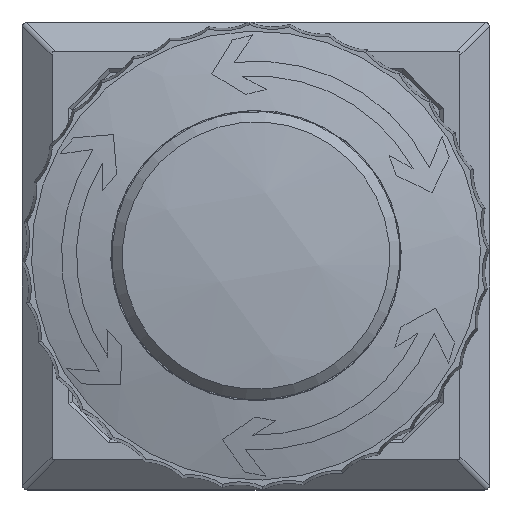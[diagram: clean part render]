
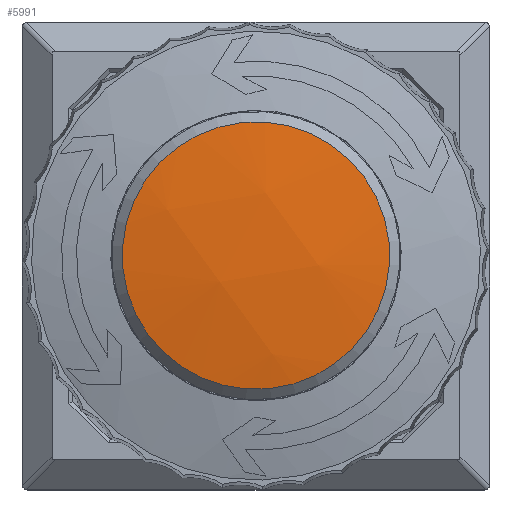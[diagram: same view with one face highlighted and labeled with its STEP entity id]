
A CAD part, top view. The second image highlights one B-rep face of the part: STEP entity #5991.
In plain terms, the highlighted spherical face has radius 42.3 mm.
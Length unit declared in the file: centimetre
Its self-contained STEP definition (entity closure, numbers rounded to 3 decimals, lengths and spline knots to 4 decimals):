
#300=SPHERICAL_SURFACE('',#6520,4.23);
#543=FACE_OUTER_BOUND('',#920,.T.);
#920=EDGE_LOOP('',(#4997));
#1186=CIRCLE('',#6521,0.7148);
#2701=VERTEX_POINT('',#10003);
#3500=EDGE_CURVE('',#2701,#2701,#1186,.T.);
#4997=ORIENTED_EDGE('',*,*,#3500,.F.);
#5991=ADVANCED_FACE('',(#543),#300,.T.);
#6520=AXIS2_PLACEMENT_3D('',#10002,#8029,#8030);
#6521=AXIS2_PLACEMENT_3D('',#10004,#8031,#8032);
#8029=DIRECTION('center_axis',(0.808,0.589,0.));
#8030=DIRECTION('ref_axis',(-0.589,0.808,0.));
#8031=DIRECTION('center_axis',(0.,0.,
-1.));
#8032=DIRECTION('ref_axis',(-0.589,0.808,0.));
#10002=CARTESIAN_POINT('Origin',(0.,0.,
-2.405));
#10003=CARTESIAN_POINT('',(-0.4208,0.5779,1.7642));
#10004=CARTESIAN_POINT('Origin',(0.,0.,
1.7642));
